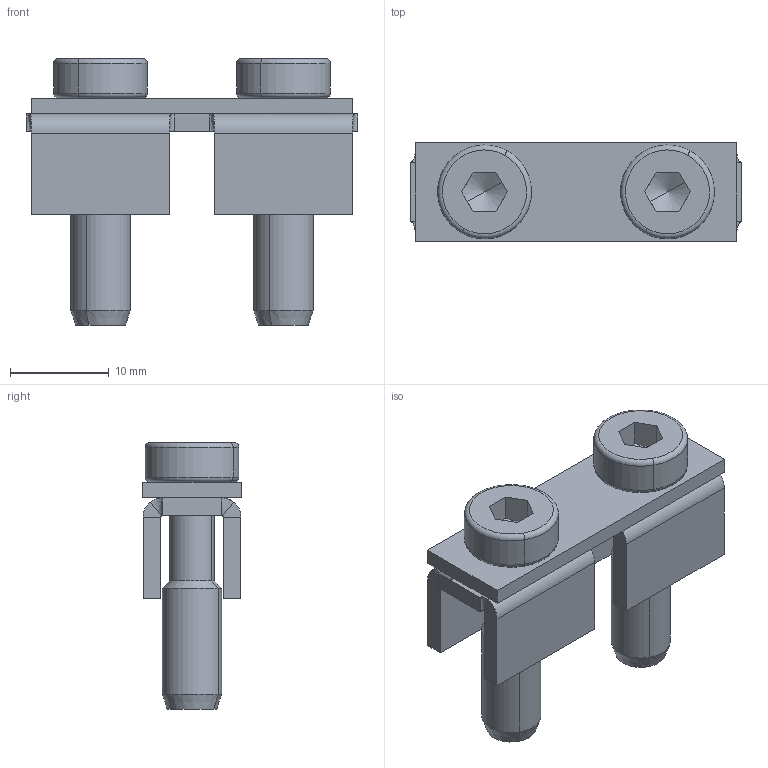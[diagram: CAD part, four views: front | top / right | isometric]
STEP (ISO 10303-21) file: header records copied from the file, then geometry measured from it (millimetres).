
FILE_DESCRIPTION(('CATIA V5R22 STEP214','CAx-IF Rec.Pracs.--- Model Styling and Organization---1.4--- 2014-01-23'),'2;1');
FILE_NAME ('023103-4_3_1834060000_1834060000.stp','2023-11-27T13:10:41+00:00',('none'),('Weidmueller'),'CATIA Version 5-6 Release 2016 SP3 HF44','CATIA V5 STEP AP214','none');
FILE_SCHEMA(('AUTOMOTIVE_DESIGN { 1 0 10303 214 1 1 1 1 }'));
Length unit declared in the file: millimetre
Products named in the file (1): 1834060000
Bounding box: 33.5 x 10 x 27 mm (x, y, z)
Volume: 3179.4 mm3; surface area: 3832.1 mm2
Topology: 4 solids, 4 shells, 137 faces, 331 edges, 198 vertices
Faces by surface type: plane 67, cylinder 32, cone 18, torus 12, bspline 8
Entity records: 4325 total; most frequent: CARTESIAN_POINT 1470, ORIENTED_EDGE 654, DIRECTION 434, EDGE_CURVE 327, VERTEX_POINT 198, AXIS2_PLACEMENT_3D 183, VECTOR 166, LINE 166
